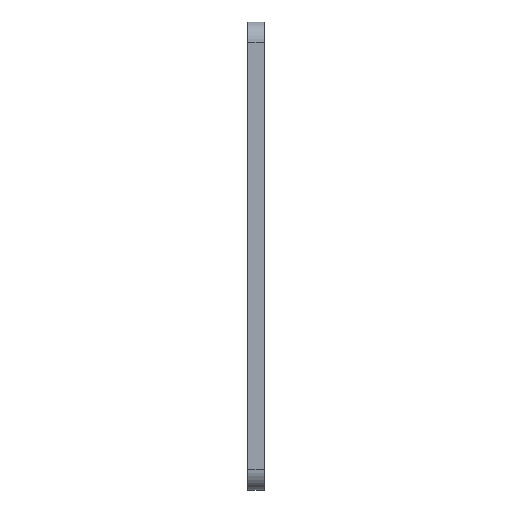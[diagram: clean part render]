
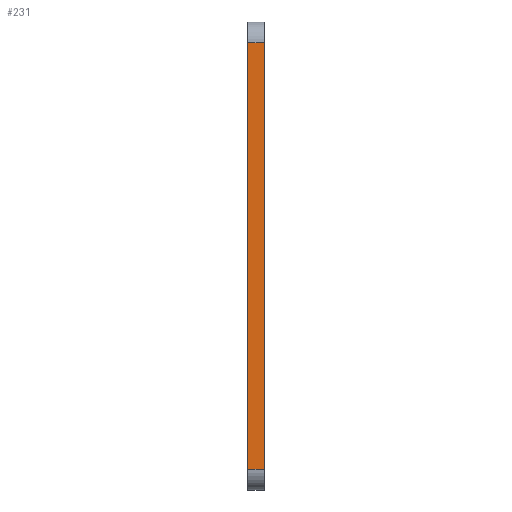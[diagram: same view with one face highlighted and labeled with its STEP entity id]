
A CAD part, left-side view. The second image highlights one B-rep face of the part: STEP entity #231.
In plain terms, the highlighted planar face has unit normal (-1, 0, 0).
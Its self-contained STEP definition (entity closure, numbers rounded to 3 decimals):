
#7 = EDGE_CURVE ( 'NONE', #331, #787, #677, .T. ) ;
#16 = EDGE_CURVE ( 'NONE', #465, #787, #73, .T. ) ;
#17 = VECTOR ( 'NONE', #398, 1000. ) ;
#23 = EDGE_CURVE ( 'NONE', #369, #465, #385, .T. ) ;
#26 = EDGE_CURVE ( 'NONE', #331, #369, #77, .T. ) ;
#54 = VECTOR ( 'NONE', #670, 1000. ) ;
#73 = LINE ( 'NONE', #85, #17 ) ;
#77 = LINE ( 'NONE', #267, #120 ) ;
#85 = CARTESIAN_POINT ( 'NONE',  ( -8.5, 0., 46. ) ) ;
#116 = DIRECTION ( 'NONE',  ( 0., 0., 1. ) ) ;
#120 = VECTOR ( 'NONE', #530, 1000. ) ;
#131 = ORIENTED_EDGE ( 'NONE', *, *, #7, .F. ) ;
#208 = CARTESIAN_POINT ( 'NONE',  ( -8.5, 2., -6. ) ) ;
#231 = ADVANCED_FACE ( 'NONE', ( #668 ), #853, .T. ) ;
#254 = DIRECTION ( 'NONE',  ( -1., 0., 0. ) ) ;
#267 = CARTESIAN_POINT ( 'NONE',  ( -8.5, 0., -6. ) ) ;
#270 = CARTESIAN_POINT ( 'NONE',  ( -8.5, 0., -6. ) ) ;
#318 = ORIENTED_EDGE ( 'NONE', *, *, #23, .T. ) ;
#331 = VERTEX_POINT ( 'NONE', #208 ) ;
#343 = CARTESIAN_POINT ( 'NONE',  ( -8.5, 0., -8.5 ) ) ;
#364 = ORIENTED_EDGE ( 'NONE', *, *, #26, .T. ) ;
#369 = VERTEX_POINT ( 'NONE', #270 ) ;
#385 = LINE ( 'NONE', #343, #54 ) ;
#396 = DIRECTION ( 'NONE',  ( 0., 0., 1. ) ) ;
#398 = DIRECTION ( 'NONE',  ( 0., 1., 0. ) ) ;
#423 = ORIENTED_EDGE ( 'NONE', *, *, #16, .T. ) ;
#465 = VERTEX_POINT ( 'NONE', #536 ) ;
#528 = AXIS2_PLACEMENT_3D ( 'NONE', #589, #254, #116 ) ;
#530 = DIRECTION ( 'NONE',  ( 0., -1., 0. ) ) ;
#536 = CARTESIAN_POINT ( 'NONE',  ( -8.5, 0., 46. ) ) ;
#550 = CARTESIAN_POINT ( 'NONE',  ( -8.5, 2., 46. ) ) ;
#573 = VECTOR ( 'NONE', #396, 1000. ) ;
#589 = CARTESIAN_POINT ( 'NONE',  ( -8.5, 0., -8.5 ) ) ;
#668 = FACE_OUTER_BOUND ( 'NONE', #733, .T. ) ;
#670 = DIRECTION ( 'NONE',  ( 0., 0., 1. ) ) ;
#677 = LINE ( 'NONE', #744, #573 ) ;
#733 = EDGE_LOOP ( 'NONE', ( #318, #423, #131, #364 ) ) ;
#744 = CARTESIAN_POINT ( 'NONE',  ( -8.5, 2., -8.5 ) ) ;
#787 = VERTEX_POINT ( 'NONE', #550 ) ;
#853 = PLANE ( 'NONE',  #528 ) ;
